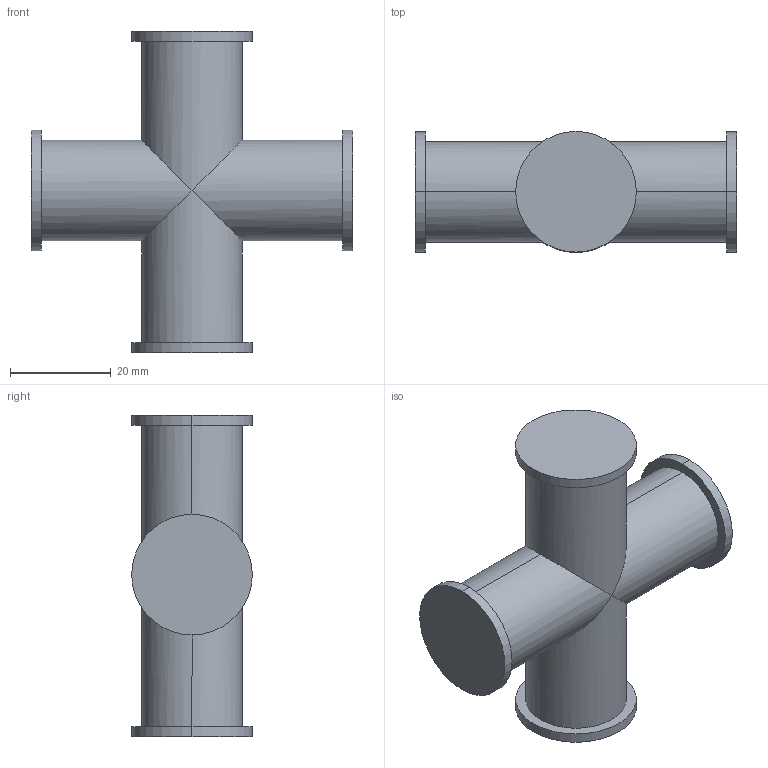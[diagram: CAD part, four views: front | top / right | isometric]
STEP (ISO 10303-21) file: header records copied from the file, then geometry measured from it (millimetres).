
FILE_DESCRIPTION (( 'STEP AP203' ), '1' );
FILE_NAME ('Part4_Default_sldprt.STEP', '2023-03-14T12:21:27', ( '' ), ( '' ), 'SwSTEP 2.0', 'SolidWorks 2021', '' );
FILE_SCHEMA (( 'CONFIG_CONTROL_DESIGN' ));
Length unit declared in the file: millimetre
Products named in the file (1): Part4_Default_sldprt
Bounding box: 64 x 24 x 64 mm (x, y, z)
Volume: 35984.9 mm3; surface area: 8905.5 mm2
Topology: 1 solids, 1 shells, 24 faces, 48 edges, 30 vertices
Faces by surface type: cylinder 16, plane 8
Entity records: 705 total; most frequent: CARTESIAN_POINT 127, DIRECTION 114, ORIENTED_EDGE 96, AXIS2_PLACEMENT_3D 49, EDGE_CURVE 48, VERTEX_POINT 30, EDGE_LOOP 28, ADVANCED_FACE 24
